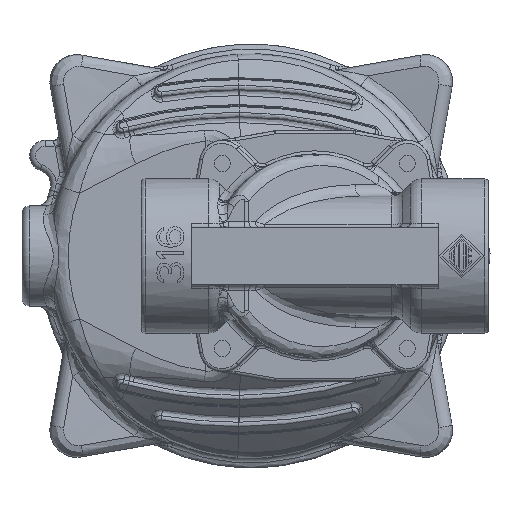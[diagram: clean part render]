
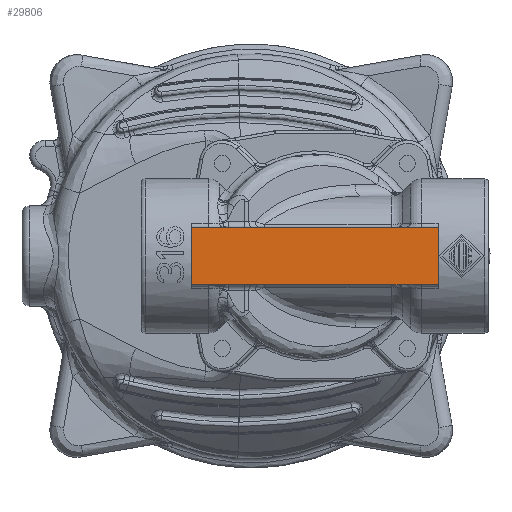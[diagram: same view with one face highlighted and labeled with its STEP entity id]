
A CAD part, front view. The second image highlights one B-rep face of the part: STEP entity #29806.
In plain terms, the highlighted planar face has unit normal (0, -1, 0).
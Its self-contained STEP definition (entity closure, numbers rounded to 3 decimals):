
#5688=DIRECTION('',(0.,0.,1.));
#5689=VECTOR('',#5688,15.);
#5690=CARTESIAN_POINT('',(-32.,-20.5,-7.5));
#5691=LINE('',#5690,#5689);
#5692=DIRECTION('',(1.,0.,0.));
#5693=VECTOR('',#5692,64.);
#5694=CARTESIAN_POINT('',(-32.,-20.5,7.5));
#5695=LINE('',#5694,#5693);
#5696=DIRECTION('',(0.,0.,-1.));
#5697=VECTOR('',#5696,15.);
#5698=CARTESIAN_POINT('',(32.,-20.5,7.5));
#5699=LINE('',#5698,#5697);
#5700=DIRECTION('',(-1.,0.,0.));
#5701=VECTOR('',#5700,64.);
#5702=CARTESIAN_POINT('',(32.,-20.5,-7.5));
#5703=LINE('',#5702,#5701);
#16625=CARTESIAN_POINT('',(32.,-20.5,-7.5));
#16626=VERTEX_POINT('',#16625);
#16627=CARTESIAN_POINT('',(-32.,-20.5,-7.5));
#16628=VERTEX_POINT('',#16627);
#16650=CARTESIAN_POINT('',(32.,-20.5,7.5));
#16652=VERTEX_POINT('',#16650);
#16673=CARTESIAN_POINT('',(-32.,-20.5,7.5));
#16674=VERTEX_POINT('',#16673);
#29795=CARTESIAN_POINT('',(0.,-20.5,0.));
#29796=DIRECTION('',(0.,1.,0.));
#29797=DIRECTION('',(1.,0.,0.));
#29798=AXIS2_PLACEMENT_3D('',#29795,#29796,#29797);
#29799=PLANE('',#29798);
#29800=ORIENTED_EDGE('',*,*,#29781,.T.);
#29801=ORIENTED_EDGE('',*,*,#29399,.T.);
#29802=ORIENTED_EDGE('',*,*,#29357,.T.);
#29803=ORIENTED_EDGE('',*,*,#29269,.T.);
#29804=EDGE_LOOP('',(#29800,#29801,#29802,#29803));
#29805=FACE_OUTER_BOUND('',#29804,.F.);
#29806=ADVANCED_FACE('',(#29805),#29799,.F.);
#29269=EDGE_CURVE('',#16626,#16628,#5703,.T.);
#29357=EDGE_CURVE('',#16652,#16626,#5699,.T.);
#29399=EDGE_CURVE('',#16674,#16652,#5695,.T.);
#29781=EDGE_CURVE('',#16628,#16674,#5691,.T.);
